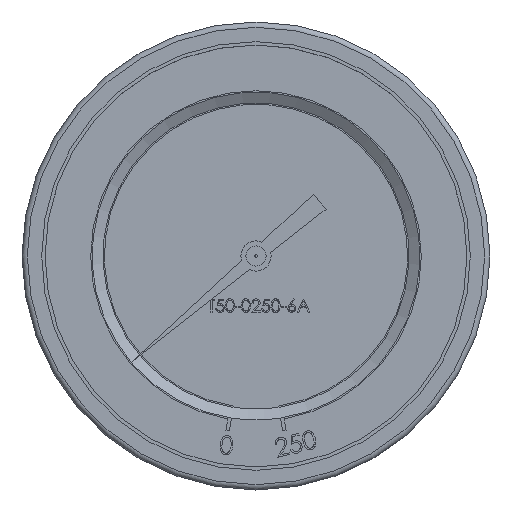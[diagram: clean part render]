
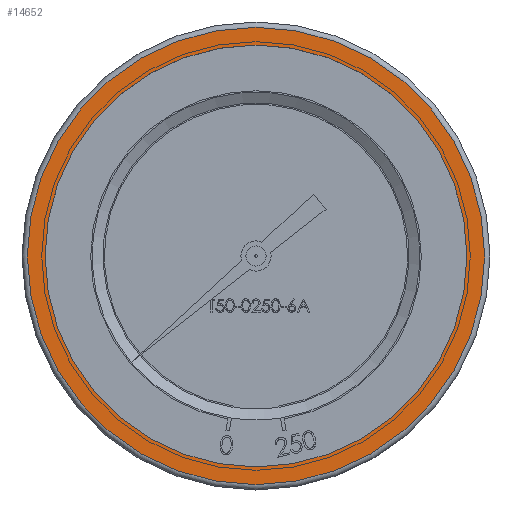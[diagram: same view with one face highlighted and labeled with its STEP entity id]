
A CAD part, top view. The second image highlights one B-rep face of the part: STEP entity #14652.
In plain terms, the highlighted planar face has unit normal (0, 0, 1).
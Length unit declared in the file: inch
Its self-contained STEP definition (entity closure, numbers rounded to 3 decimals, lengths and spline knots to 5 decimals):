
#757 = DIRECTION ( 'NONE',  ( -1., 0., 0. ) ) ;
#1040 = VERTEX_POINT ( 'NONE', #6648 ) ;
#1407 = CARTESIAN_POINT ( 'NONE',  ( -2.58, 0., 0. ) ) ;
#4215 = CARTESIAN_POINT ( 'NONE',  ( 0., 0., 0. ) ) ;
#4567 = CARTESIAN_POINT ( 'NONE',  ( 0., 0., 0. ) ) ;
#6580 = AXIS2_PLACEMENT_3D ( 'NONE', #4215, #8012, #757 ) ;
#6648 = CARTESIAN_POINT ( 'NONE',  ( -2.38, 0., 0. ) ) ;
#8012 = DIRECTION ( 'NONE',  ( 0., 0., 1. ) ) ;
#8752 = CARTESIAN_POINT ( 'NONE',  ( 0., 0., 0. ) ) ;
#8982 = AXIS2_PLACEMENT_3D ( 'NONE', #4567, #10068, #20763 ) ;
#9954 = EDGE_CURVE ( 'NONE', #17732, #17732, #10125, .T. ) ;
#10068 = DIRECTION ( 'NONE',  ( 0., 0., 1. ) ) ;
#10125 = CIRCLE ( 'NONE', #8982, 2.58 ) ;
#10320 = PLANE ( 'NONE',  #13401 ) ;
#10795 = FACE_BOUND ( 'NONE', #22814, .T. ) ;
#11414 = ORIENTED_EDGE ( 'NONE', *, *, #9954, .T. ) ;
#13401 = AXIS2_PLACEMENT_3D ( 'NONE', #8752, #14337, #19702 ) ;
#14337 = DIRECTION ( 'NONE',  ( 0., 0., -1. ) ) ;
#14621 = EDGE_LOOP ( 'NONE', ( #11414 ) ) ;
#14652 = ADVANCED_FACE ( 'NONE', ( #17902, #10795 ), #10320, .F. ) ;
#16715 = ORIENTED_EDGE ( 'NONE', *, *, #20168, .F. ) ;
#17732 = VERTEX_POINT ( 'NONE', #1407 ) ;
#17902 = FACE_OUTER_BOUND ( 'NONE', #14621, .T. ) ;
#19702 = DIRECTION ( 'NONE',  ( -1., 0., 0. ) ) ;
#20168 = EDGE_CURVE ( 'NONE', #1040, #1040, #22200, .T. ) ;
#20763 = DIRECTION ( 'NONE',  ( -1., 0., 0. ) ) ;
#22200 = CIRCLE ( 'NONE', #6580, 2.38 ) ;
#22814 = EDGE_LOOP ( 'NONE', ( #16715 ) ) ;
